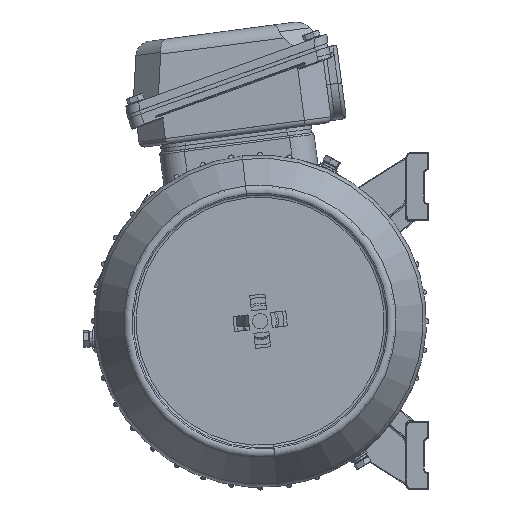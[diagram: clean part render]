
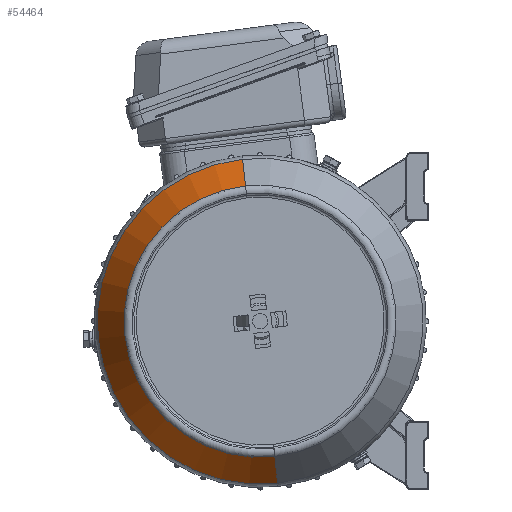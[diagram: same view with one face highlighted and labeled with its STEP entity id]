
A CAD part, left-side view. The second image highlights one B-rep face of the part: STEP entity #54464.
In plain terms, the highlighted conical face has half-angle 30 degrees and reference radius 85.931 mm.
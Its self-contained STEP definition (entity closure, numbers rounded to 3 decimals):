
#981 = CARTESIAN_POINT ( 'NONE',  ( -68.274, 0., 0. ) ) ;
#3042 = CIRCLE ( 'NONE', #18632, 71.771 ) ;
#8690 = DIRECTION ( 'NONE',  ( -1., 0., 0. ) ) ;
#9823 = AXIS2_PLACEMENT_3D ( 'NONE', #981, #62686, #68953 ) ;
#12015 = VERTEX_POINT ( 'NONE', #14975 ) ;
#13568 = LINE ( 'NONE', #22620, #46421 ) ;
#14165 = EDGE_CURVE ( 'NONE', #19887, #28592, #3042, .T. ) ;
#14270 = EDGE_CURVE ( 'NONE', #28592, #12015, #13568, .T. ) ;
#14975 = CARTESIAN_POINT ( 'NONE',  ( -68.274, 0., -85.932 ) ) ;
#16805 = VECTOR ( 'NONE', #68101, 1000. ) ;
#17551 = ORIENTED_EDGE ( 'NONE', *, *, #50562, .T. ) ;
#18632 = AXIS2_PLACEMENT_3D ( 'NONE', #57732, #8690, #72047 ) ;
#19887 = VERTEX_POINT ( 'NONE', #38545 ) ;
#22620 = CARTESIAN_POINT ( 'NONE',  ( -68.274, 0., -85.932 ) ) ;
#24176 = EDGE_CURVE ( 'NONE', #37921, #12015, #72756, .T. ) ;
#24501 = LINE ( 'NONE', #44324, #16805 ) ;
#28592 = VERTEX_POINT ( 'NONE', #69797 ) ;
#29241 = FACE_OUTER_BOUND ( 'NONE', #31945, .T. ) ;
#31787 = ORIENTED_EDGE ( 'NONE', *, *, #24176, .T. ) ;
#31945 = EDGE_LOOP ( 'NONE', ( #55672, #17551, #31787, #73896 ) ) ;
#37921 = VERTEX_POINT ( 'NONE', #67258 ) ;
#38545 = CARTESIAN_POINT ( 'NONE',  ( -92.8, 0., 71.771 ) ) ;
#38985 = AXIS2_PLACEMENT_3D ( 'NONE', #64521, #70511, #64790 ) ;
#44324 = CARTESIAN_POINT ( 'NONE',  ( -68.274, 0., 85.932 ) ) ;
#46421 = VECTOR ( 'NONE', #65831, 1000. ) ;
#50562 = EDGE_CURVE ( 'NONE', #19887, #37921, #24501, .T. ) ;
#54464 = ADVANCED_FACE ( 'NONE', ( #29241 ), #65931, .T. ) ;
#55672 = ORIENTED_EDGE ( 'NONE', *, *, #14165, .F. ) ;
#57732 = CARTESIAN_POINT ( 'NONE',  ( -92.8, 0., 0. ) ) ;
#62686 = DIRECTION ( 'NONE',  ( 1., 0., 0. ) ) ;
#64521 = CARTESIAN_POINT ( 'NONE',  ( -68.274, 0., 0. ) ) ;
#64790 = DIRECTION ( 'NONE',  ( 0., 0., 1. ) ) ;
#65831 = DIRECTION ( 'NONE',  ( 0.866, 0., -0.5 ) ) ;
#65931 = CONICAL_SURFACE ( 'NONE', #9823, 85.932, 0.524 ) ;
#67258 = CARTESIAN_POINT ( 'NONE',  ( -68.274, 0., 85.932 ) ) ;
#68101 = DIRECTION ( 'NONE',  ( 0.866, 0., 0.5 ) ) ;
#68953 = DIRECTION ( 'NONE',  ( 0., 0., -1. ) ) ;
#69797 = CARTESIAN_POINT ( 'NONE',  ( -92.8, 0., -71.771 ) ) ;
#70511 = DIRECTION ( 'NONE',  ( -1., 0., 0. ) ) ;
#72047 = DIRECTION ( 'NONE',  ( 0., 0., 1. ) ) ;
#72756 = CIRCLE ( 'NONE', #38985, 85.932 ) ;
#73896 = ORIENTED_EDGE ( 'NONE', *, *, #14270, .F. ) ;
